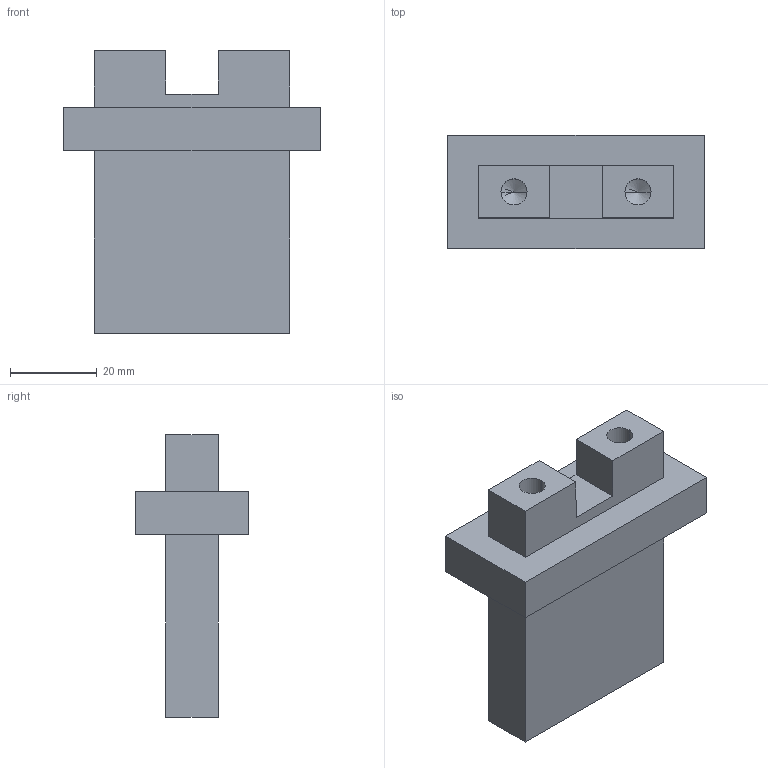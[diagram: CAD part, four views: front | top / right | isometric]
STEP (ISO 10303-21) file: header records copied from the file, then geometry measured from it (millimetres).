
FILE_DESCRIPTION (( 'STEP AP214' ), '1' );
FILE_NAME ('jonction.STEP', '2019-08-05T14:36:38', ( 'aurora' ), ( '' ), 'SwSTEP 2.0', 'SolidWorks 2014', '' );
FILE_SCHEMA (( 'AUTOMOTIVE_DESIGN' ));
Length unit declared in the file: millimetre
Products named in the file (1): jonction
Bounding box: 59 x 26 x 65 mm (x, y, z)
Volume: 42251.6 mm3; surface area: 11923.9 mm2
Topology: 1 solids, 1 shells, 28 faces, 68 edges, 42 vertices
Faces by surface type: plane 20, cone 4, cylinder 4
Entity records: 814 total; most frequent: CARTESIAN_POINT 135, DIRECTION 130, ORIENTED_EDGE 128, EDGE_CURVE 64, VECTOR 56, LINE 56, VERTEX_POINT 42, AXIS2_PLACEMENT_3D 37
